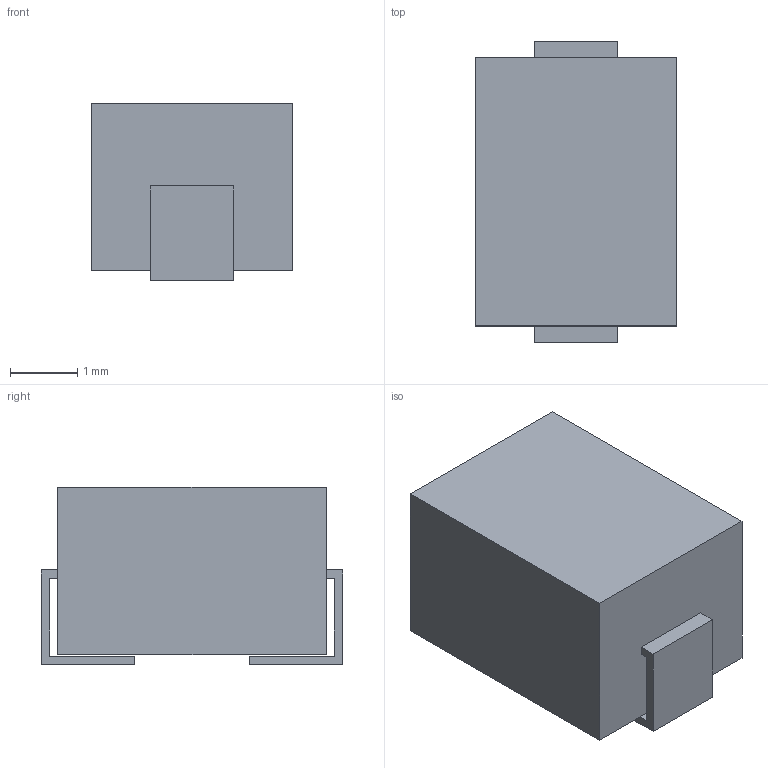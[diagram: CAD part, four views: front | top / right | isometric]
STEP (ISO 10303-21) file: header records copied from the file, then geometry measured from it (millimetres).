
FILE_DESCRIPTION(('FreeCAD Model'),'2;1');
FILE_NAME('Open CASCADE Shape Model','2025-01-20T20:38:41',(''),(''), 'Open CASCADE STEP processor 7.8','FreeCAD','Unknown');
FILE_SCHEMA(('AUTOMOTIVE_DESIGN { 1 0 10303 214 1 1 1 1 }'));
Length unit declared in the file: millimetre
Products named in the file (4): fb4x3; LinearExtrude004; LinearExtrude003; Matrix_Union
Assembly tree (3 placements, depth 2):
  fb4x3
    LinearExtrude004
    LinearExtrude003
    Matrix_Union
Bounding box: 3 x 4.5 x 2.65 mm (x, y, z)
Volume: 30.9 mm3; surface area: 75.1 mm2
Topology: 3 solids, 3 shells, 26 faces, 60 edges, 40 vertices
Faces by surface type: plane 26
Entity records: 817 total; most frequent: CARTESIAN_POINT 130, DIRECTION 120, ORIENTED_EDGE 120, EDGE_CURVE 60, LINE 60, VECTOR 60, VERTEX_POINT 40, AXIS2_PLACEMENT_3D 30
